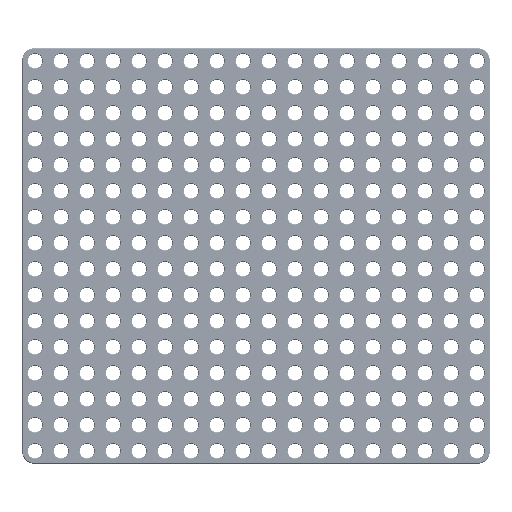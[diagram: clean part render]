
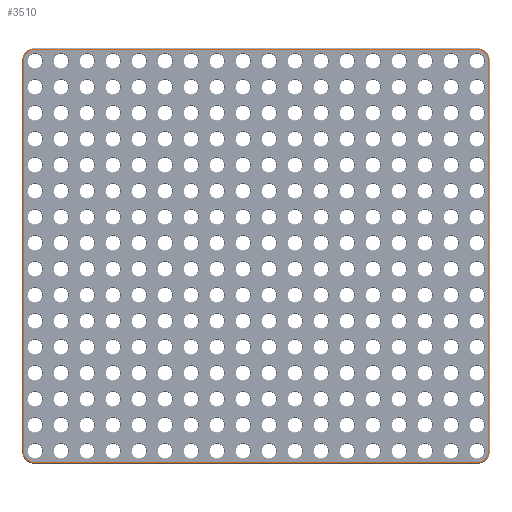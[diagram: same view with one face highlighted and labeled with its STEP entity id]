
A CAD part, top view. The second image highlights one B-rep face of the part: STEP entity #3510.
In plain terms, the highlighted planar face has unit normal (0, 0, 1).
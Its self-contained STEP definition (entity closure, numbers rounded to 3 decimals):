
#126 = VERTEX_POINT('',#127);
#127 = CARTESIAN_POINT('',(0.,-5.95,3.125));
#135 = VERTEX_POINT('',#136);
#136 = CARTESIAN_POINT('',(212.5,-5.95,3.125));
#142 = EDGE_CURVE('',#126,#135,#143,.T.);
#143 = LINE('',#144,#145);
#144 = CARTESIAN_POINT('',(0.,-5.95,3.125));
#145 = VECTOR('',#146,1.);
#146 = DIRECTION('',(1.,0.,0.));
#246 = VERTEX_POINT('',#247);
#247 = CARTESIAN_POINT('',(-5.95,0.,3.125));
#255 = EDGE_CURVE('',#246,#126,#256,.T.);
#256 = CIRCLE('',#257,5.95);
#257 = AXIS2_PLACEMENT_3D('',#258,#259,#260);
#258 = CARTESIAN_POINT('',(0.,0.,3.125));
#259 = DIRECTION('',(0.,0.,1.));
#260 = DIRECTION('',(-1.,0.,0.));
#3510 = ADVANCED_FACE('',(#3511,#3564),#3634,.T.);
#3511 = FACE_BOUND('',#3512,.T.);
#3512 = EDGE_LOOP('',(#3513,#3514,#3515,#3524,#3532,#3541,#3549,#3558));
#3513 = ORIENTED_EDGE('',*,*,#255,.T.);
#3514 = ORIENTED_EDGE('',*,*,#142,.T.);
#3515 = ORIENTED_EDGE('',*,*,#3516,.T.);
#3516 = EDGE_CURVE('',#135,#3517,#3519,.T.);
#3517 = VERTEX_POINT('',#3518);
#3518 = CARTESIAN_POINT('',(218.45,0.,3.125));
#3519 = CIRCLE('',#3520,5.95);
#3520 = AXIS2_PLACEMENT_3D('',#3521,#3522,#3523);
#3521 = CARTESIAN_POINT('',(212.5,0.,3.125));
#3522 = DIRECTION('',(-0.,0.,1.));
#3523 = DIRECTION('',(0.,-1.,0.));
#3524 = ORIENTED_EDGE('',*,*,#3525,.T.);
#3525 = EDGE_CURVE('',#3517,#3526,#3528,.T.);
#3526 = VERTEX_POINT('',#3527);
#3527 = CARTESIAN_POINT('',(218.45,187.5,3.125));
#3528 = LINE('',#3529,#3530);
#3529 = CARTESIAN_POINT('',(218.45,0.,3.125));
#3530 = VECTOR('',#3531,1.);
#3531 = DIRECTION('',(0.,1.,0.));
#3532 = ORIENTED_EDGE('',*,*,#3533,.T.);
#3533 = EDGE_CURVE('',#3526,#3534,#3536,.T.);
#3534 = VERTEX_POINT('',#3535);
#3535 = CARTESIAN_POINT('',(212.5,193.45,3.125));
#3536 = CIRCLE('',#3537,5.95);
#3537 = AXIS2_PLACEMENT_3D('',#3538,#3539,#3540);
#3538 = CARTESIAN_POINT('',(212.5,187.5,3.125));
#3539 = DIRECTION('',(-0.,0.,1.));
#3540 = DIRECTION('',(1.,0.,0.));
#3541 = ORIENTED_EDGE('',*,*,#3542,.T.);
#3542 = EDGE_CURVE('',#3534,#3543,#3545,.T.);
#3543 = VERTEX_POINT('',#3544);
#3544 = CARTESIAN_POINT('',(0.,193.45,3.125));
#3545 = LINE('',#3546,#3547);
#3546 = CARTESIAN_POINT('',(212.5,193.45,3.125));
#3547 = VECTOR('',#3548,1.);
#3548 = DIRECTION('',(-1.,0.,0.));
#3549 = ORIENTED_EDGE('',*,*,#3550,.T.);
#3550 = EDGE_CURVE('',#3543,#3551,#3553,.T.);
#3551 = VERTEX_POINT('',#3552);
#3552 = CARTESIAN_POINT('',(-5.95,187.5,3.125));
#3553 = CIRCLE('',#3554,5.95);
#3554 = AXIS2_PLACEMENT_3D('',#3555,#3556,#3557);
#3555 = CARTESIAN_POINT('',(0.,187.5,3.125));
#3556 = DIRECTION('',(0.,-0.,1.));
#3557 = DIRECTION('',(0.,1.,0.));
#3558 = ORIENTED_EDGE('',*,*,#3559,.T.);
#3559 = EDGE_CURVE('',#3551,#246,#3560,.T.);
#3560 = LINE('',#3561,#3562);
#3561 = CARTESIAN_POINT('',(-5.95,187.5,3.125));
#3562 = VECTOR('',#3563,1.);
#3563 = DIRECTION('',(0.,-1.,0.));
#3564 = FACE_BOUND('',#3565,.T.);
#3565 = EDGE_LOOP('',(#3566,#3577,#3585,#3594,#3602,#3611,#3619,#3628));
#3566 = ORIENTED_EDGE('',*,*,#3567,.F.);
#3567 = EDGE_CURVE('',#3568,#3570,#3572,.T.);
#3568 = VERTEX_POINT('',#3569);
#3569 = CARTESIAN_POINT('',(0.,192.95,3.125));
#3570 = VERTEX_POINT('',#3571);
#3571 = CARTESIAN_POINT('',(-5.45,187.5,3.125));
#3572 = CIRCLE('',#3573,5.45);
#3573 = AXIS2_PLACEMENT_3D('',#3574,#3575,#3576);
#3574 = CARTESIAN_POINT('',(0.,187.5,3.125));
#3575 = DIRECTION('',(0.,0.,1.));
#3576 = DIRECTION('',(1.,0.,0.));
#3577 = ORIENTED_EDGE('',*,*,#3578,.T.);
#3578 = EDGE_CURVE('',#3568,#3579,#3581,.T.);
#3579 = VERTEX_POINT('',#3580);
#3580 = CARTESIAN_POINT('',(212.5,192.95,3.125));
#3581 = LINE('',#3582,#3583);
#3582 = CARTESIAN_POINT('',(0.,192.95,3.125));
#3583 = VECTOR('',#3584,1.);
#3584 = DIRECTION('',(1.,0.,0.));
#3585 = ORIENTED_EDGE('',*,*,#3586,.F.);
#3586 = EDGE_CURVE('',#3587,#3579,#3589,.T.);
#3587 = VERTEX_POINT('',#3588);
#3588 = CARTESIAN_POINT('',(217.95,187.5,3.125));
#3589 = CIRCLE('',#3590,5.45);
#3590 = AXIS2_PLACEMENT_3D('',#3591,#3592,#3593);
#3591 = CARTESIAN_POINT('',(212.5,187.5,3.125));
#3592 = DIRECTION('',(0.,0.,1.));
#3593 = DIRECTION('',(1.,0.,0.));
#3594 = ORIENTED_EDGE('',*,*,#3595,.T.);
#3595 = EDGE_CURVE('',#3587,#3596,#3598,.T.);
#3596 = VERTEX_POINT('',#3597);
#3597 = CARTESIAN_POINT('',(217.95,0.,3.125));
#3598 = LINE('',#3599,#3600);
#3599 = CARTESIAN_POINT('',(217.95,187.5,3.125));
#3600 = VECTOR('',#3601,1.);
#3601 = DIRECTION('',(0.,-1.,0.));
#3602 = ORIENTED_EDGE('',*,*,#3603,.F.);
#3603 = EDGE_CURVE('',#3604,#3596,#3606,.T.);
#3604 = VERTEX_POINT('',#3605);
#3605 = CARTESIAN_POINT('',(212.5,-5.45,3.125));
#3606 = CIRCLE('',#3607,5.45);
#3607 = AXIS2_PLACEMENT_3D('',#3608,#3609,#3610);
#3608 = CARTESIAN_POINT('',(212.5,0.,3.125));
#3609 = DIRECTION('',(0.,0.,1.));
#3610 = DIRECTION('',(1.,0.,0.));
#3611 = ORIENTED_EDGE('',*,*,#3612,.T.);
#3612 = EDGE_CURVE('',#3604,#3613,#3615,.T.);
#3613 = VERTEX_POINT('',#3614);
#3614 = CARTESIAN_POINT('',(0.,-5.45,3.125));
#3615 = LINE('',#3616,#3617);
#3616 = CARTESIAN_POINT('',(212.5,-5.45,3.125));
#3617 = VECTOR('',#3618,1.);
#3618 = DIRECTION('',(-1.,0.,0.));
#3619 = ORIENTED_EDGE('',*,*,#3620,.F.);
#3620 = EDGE_CURVE('',#3621,#3613,#3623,.T.);
#3621 = VERTEX_POINT('',#3622);
#3622 = CARTESIAN_POINT('',(-5.45,0.,3.125));
#3623 = CIRCLE('',#3624,5.45);
#3624 = AXIS2_PLACEMENT_3D('',#3625,#3626,#3627);
#3625 = CARTESIAN_POINT('',(0.,0.,3.125));
#3626 = DIRECTION('',(0.,0.,1.));
#3627 = DIRECTION('',(1.,0.,0.));
#3628 = ORIENTED_EDGE('',*,*,#3629,.T.);
#3629 = EDGE_CURVE('',#3621,#3570,#3630,.T.);
#3630 = LINE('',#3631,#3632);
#3631 = CARTESIAN_POINT('',(-5.45,0.,3.125));
#3632 = VECTOR('',#3633,1.);
#3633 = DIRECTION('',(0.,1.,0.));
#3634 = PLANE('',#3635);
#3635 = AXIS2_PLACEMENT_3D('',#3636,#3637,#3638);
#3636 = CARTESIAN_POINT('',(106.25,93.75,3.125));
#3637 = DIRECTION('',(0.,0.,1.));
#3638 = DIRECTION('',(1.,0.,0.));
